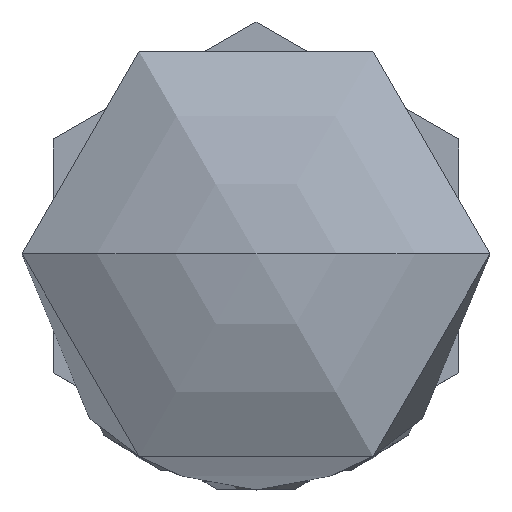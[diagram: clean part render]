
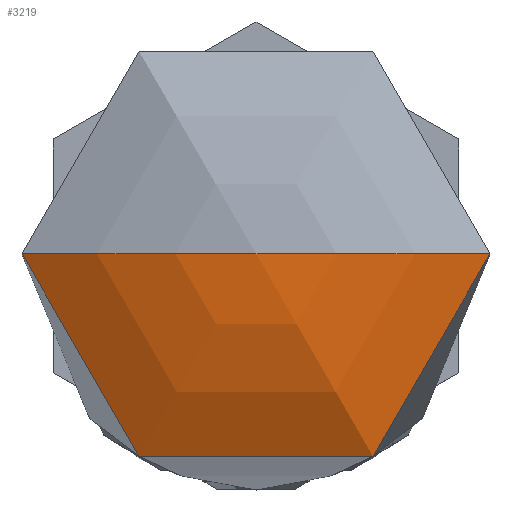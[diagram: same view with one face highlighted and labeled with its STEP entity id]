
A CAD part, top view. The second image highlights one B-rep face of the part: STEP entity #3219.
In plain terms, the highlighted toroidal (fillet/blend) face has major radius 1.713 mm and minor radius 28 mm.
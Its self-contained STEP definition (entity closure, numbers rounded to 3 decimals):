
#69 = CIRCLE ( 'NONE', #14292, 11. ) ;
#313 = EDGE_CURVE ( 'NONE', #13003, #15775, #2751, .T. ) ;
#404 = EDGE_CURVE ( 'NONE', #7524, #13003, #69, .T. ) ;
#1903 = FACE_OUTER_BOUND ( 'NONE', #15518, .T. ) ;
#2751 = CIRCLE ( 'NONE', #7845, 28. ) ;
#2866 = ORIENTED_EDGE ( 'NONE', *, *, #18177, .F. ) ;
#3219 = ADVANCED_FACE ( 'NONE', ( #1903 ), #15004, .T. ) ;
#4369 = DIRECTION ( 'NONE',  ( 1., 0., 0. ) ) ;
#4877 = DIRECTION ( 'NONE',  ( -1., 0., 0. ) ) ;
#5734 = CARTESIAN_POINT ( 'NONE',  ( 0., 0., 30.052 ) ) ;
#6731 = DIRECTION ( 'NONE',  ( 0., 1., 0. ) ) ;
#6790 = CARTESIAN_POINT ( 'NONE',  ( 0., 0., 58. ) ) ;
#7524 = VERTEX_POINT ( 'NONE', #19038 ) ;
#7845 = AXIS2_PLACEMENT_3D ( 'NONE', #21570, #12778, #21362 ) ;
#8201 = CARTESIAN_POINT ( 'NONE',  ( 0., 0., 55. ) ) ;
#9663 = DIRECTION ( 'NONE',  ( 0., 0., 1. ) ) ;
#10158 = ORIENTED_EDGE ( 'NONE', *, *, #404, .T. ) ;
#11358 = CARTESIAN_POINT ( 'NONE',  ( 11., 0., 55. ) ) ;
#12666 = AXIS2_PLACEMENT_3D ( 'NONE', #20321, #6731, #4877 ) ;
#12778 = DIRECTION ( 'NONE',  ( 0., -1., 0. ) ) ;
#13003 = VERTEX_POINT ( 'NONE', #11358 ) ;
#13983 = ORIENTED_EDGE ( 'NONE', *, *, #313, .T. ) ;
#14292 = AXIS2_PLACEMENT_3D ( 'NONE', #8201, #18446, #20212 ) ;
#15004 = TOROIDAL_SURFACE ( 'NONE', #20389, -1.713, 28. ) ;
#15518 = EDGE_LOOP ( 'NONE', ( #2866, #10158, #13983 ) ) ;
#15775 = VERTEX_POINT ( 'NONE', #6790 ) ;
#17732 = CIRCLE ( 'NONE', #12666, 28. ) ;
#18177 = EDGE_CURVE ( 'NONE', #7524, #15775, #17732, .T. ) ;
#18446 = DIRECTION ( 'NONE',  ( 0., 0., 1. ) ) ;
#19038 = CARTESIAN_POINT ( 'NONE',  ( -11., 0., 55. ) ) ;
#20212 = DIRECTION ( 'NONE',  ( 1., 0., 0. ) ) ;
#20321 = CARTESIAN_POINT ( 'NONE',  ( 1.713, 0., 30.052 ) ) ;
#20389 = AXIS2_PLACEMENT_3D ( 'NONE', #5734, #9663, #4369 ) ;
#21362 = DIRECTION ( 'NONE',  ( 0., 0., -1. ) ) ;
#21570 = CARTESIAN_POINT ( 'NONE',  ( -1.713, 0., 30.052 ) ) ;
